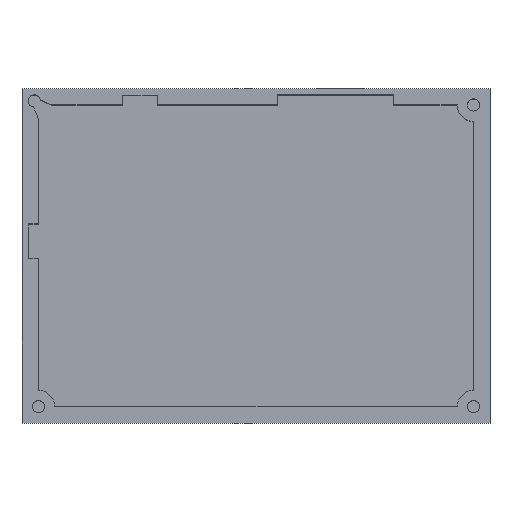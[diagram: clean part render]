
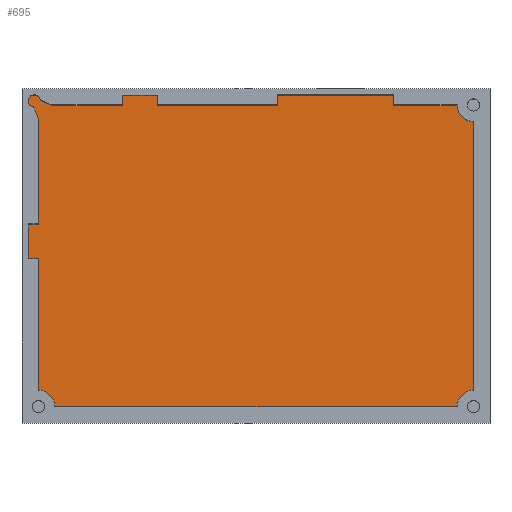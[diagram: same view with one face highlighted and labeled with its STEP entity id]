
A CAD part, top view. The second image highlights one B-rep face of the part: STEP entity #695.
In plain terms, the highlighted planar face has unit normal (0, 0, 1).
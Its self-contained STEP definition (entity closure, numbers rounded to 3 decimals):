
#28=CIRCLE('',#749,2.828);
#29=CIRCLE('',#750,2.829);
#30=CIRCLE('',#751,2.828);
#31=CIRCLE('',#752,1.05);
#46=FACE_OUTER_BOUND('',#85,.T.);
#85=EDGE_LOOP('',(#477,#478,#479,#480,#481,#482,#483,#484,#485,#486,#487,
#488,#489,#490,#491,#492,#493,#494,#495,#496,#497,#498));
#138=LINE('',#1018,#223);
#139=LINE('',#1020,#224);
#140=LINE('',#1022,#225);
#141=LINE('',#1024,#226);
#142=LINE('',#1026,#227);
#143=LINE('',#1028,#228);
#144=LINE('',#1032,#229);
#145=LINE('',#1036,#230);
#146=LINE('',#1040,#231);
#147=LINE('',#1042,#232);
#148=LINE('',#1044,#233);
#149=LINE('',#1046,#234);
#150=LINE('',#1048,#235);
#151=LINE('',#1050,#236);
#152=LINE('',#1052,#237);
#153=LINE('',#1054,#238);
#154=LINE('',#1056,#239);
#155=LINE('',#1058,#240);
#223=VECTOR('',#821,10.);
#224=VECTOR('',#822,10.);
#225=VECTOR('',#823,10.);
#226=VECTOR('',#824,10.);
#227=VECTOR('',#825,10.);
#228=VECTOR('',#826,10.);
#229=VECTOR('',#829,10.);
#230=VECTOR('',#832,10.);
#231=VECTOR('',#835,10.);
#232=VECTOR('',#836,10.);
#233=VECTOR('',#837,10.);
#234=VECTOR('',#838,10.);
#235=VECTOR('',#839,10.);
#236=VECTOR('',#840,10.);
#237=VECTOR('',#841,10.);
#238=VECTOR('',#842,10.);
#239=VECTOR('',#843,10.);
#240=VECTOR('',#844,10.);
#304=VERTEX_POINT('',#1016);
#305=VERTEX_POINT('',#1017);
#306=VERTEX_POINT('',#1019);
#307=VERTEX_POINT('',#1021);
#308=VERTEX_POINT('',#1023);
#309=VERTEX_POINT('',#1025);
#310=VERTEX_POINT('',#1027);
#311=VERTEX_POINT('',#1029);
#312=VERTEX_POINT('',#1031);
#313=VERTEX_POINT('',#1033);
#314=VERTEX_POINT('',#1035);
#315=VERTEX_POINT('',#1037);
#316=VERTEX_POINT('',#1039);
#317=VERTEX_POINT('',#1041);
#318=VERTEX_POINT('',#1043);
#319=VERTEX_POINT('',#1045);
#320=VERTEX_POINT('',#1047);
#321=VERTEX_POINT('',#1049);
#322=VERTEX_POINT('',#1051);
#323=VERTEX_POINT('',#1053);
#324=VERTEX_POINT('',#1055);
#325=VERTEX_POINT('',#1057);
#374=EDGE_CURVE('',#304,#305,#138,.T.);
#375=EDGE_CURVE('',#306,#304,#139,.T.);
#376=EDGE_CURVE('',#307,#306,#140,.T.);
#377=EDGE_CURVE('',#308,#307,#141,.T.);
#378=EDGE_CURVE('',#309,#308,#142,.T.);
#379=EDGE_CURVE('',#310,#309,#143,.T.);
#380=EDGE_CURVE('',#311,#310,#28,.T.);
#381=EDGE_CURVE('',#312,#311,#144,.T.);
#382=EDGE_CURVE('',#313,#312,#29,.T.);
#383=EDGE_CURVE('',#314,#313,#145,.T.);
#384=EDGE_CURVE('',#315,#314,#30,.T.);
#385=EDGE_CURVE('',#316,#315,#146,.T.);
#386=EDGE_CURVE('',#317,#316,#147,.T.);
#387=EDGE_CURVE('',#318,#317,#148,.T.);
#388=EDGE_CURVE('',#319,#318,#149,.T.);
#389=EDGE_CURVE('',#320,#319,#150,.T.);
#390=EDGE_CURVE('',#321,#320,#151,.T.);
#391=EDGE_CURVE('',#322,#321,#152,.T.);
#392=EDGE_CURVE('',#323,#322,#153,.T.);
#393=EDGE_CURVE('',#324,#323,#154,.T.);
#394=EDGE_CURVE('',#325,#324,#155,.T.);
#395=EDGE_CURVE('',#305,#325,#31,.T.);
#477=ORIENTED_EDGE('',*,*,#374,.F.);
#478=ORIENTED_EDGE('',*,*,#375,.F.);
#479=ORIENTED_EDGE('',*,*,#376,.F.);
#480=ORIENTED_EDGE('',*,*,#377,.F.);
#481=ORIENTED_EDGE('',*,*,#378,.F.);
#482=ORIENTED_EDGE('',*,*,#379,.F.);
#483=ORIENTED_EDGE('',*,*,#380,.F.);
#484=ORIENTED_EDGE('',*,*,#381,.F.);
#485=ORIENTED_EDGE('',*,*,#382,.F.);
#486=ORIENTED_EDGE('',*,*,#383,.F.);
#487=ORIENTED_EDGE('',*,*,#384,.F.);
#488=ORIENTED_EDGE('',*,*,#385,.F.);
#489=ORIENTED_EDGE('',*,*,#386,.F.);
#490=ORIENTED_EDGE('',*,*,#387,.F.);
#491=ORIENTED_EDGE('',*,*,#388,.F.);
#492=ORIENTED_EDGE('',*,*,#389,.F.);
#493=ORIENTED_EDGE('',*,*,#390,.F.);
#494=ORIENTED_EDGE('',*,*,#391,.F.);
#495=ORIENTED_EDGE('',*,*,#392,.F.);
#496=ORIENTED_EDGE('',*,*,#393,.F.);
#497=ORIENTED_EDGE('',*,*,#394,.F.);
#498=ORIENTED_EDGE('',*,*,#395,.F.);
#663=PLANE('',#748);
#695=ADVANCED_FACE('',(#46),#663,.T.);
#748=AXIS2_PLACEMENT_3D('',#1015,#819,#820);
#749=AXIS2_PLACEMENT_3D('',#1030,#827,#828);
#750=AXIS2_PLACEMENT_3D('',#1034,#830,#831);
#751=AXIS2_PLACEMENT_3D('',#1038,#833,#834);
#752=AXIS2_PLACEMENT_3D('',#1059,#845,#846);
#819=DIRECTION('center_axis',(0.,0.,1.));
#820=DIRECTION('ref_axis',(1.,0.,0.));
#821=DIRECTION('',(-0.4,0.917,0.));
#822=DIRECTION('',(0.,1.,0.));
#823=DIRECTION('',(1.,0.,0.));
#824=DIRECTION('',(0.,1.,0.));
#825=DIRECTION('',(-1.,0.,0.));
#826=DIRECTION('',(0.,1.,0.));
#827=DIRECTION('center_axis',(0.,0.,1.));
#828=DIRECTION('ref_axis',(1.,0.,0.));
#829=DIRECTION('',(-1.,0.,0.));
#830=DIRECTION('center_axis',(0.,0.,1.));
#831=DIRECTION('ref_axis',(1.,0.,0.));
#832=DIRECTION('',(0.,-1.,0.));
#833=DIRECTION('center_axis',(0.,0.,1.));
#834=DIRECTION('ref_axis',(1.,0.,0.));
#835=DIRECTION('',(1.,0.,0.));
#836=DIRECTION('',(0.,-1.,0.));
#837=DIRECTION('',(1.,0.,0.));
#838=DIRECTION('',(0.,1.,0.));
#839=DIRECTION('',(1.,0.,0.));
#840=DIRECTION('',(0.,-1.,0.));
#841=DIRECTION('',(1.,0.,0.));
#842=DIRECTION('',(0.,1.,0.));
#843=DIRECTION('',(1.,0.,0.));
#844=DIRECTION('',(0.917,-0.4,0.));
#845=DIRECTION('center_axis',(0.,0.,-1.));
#846=DIRECTION('ref_axis',(1.,0.,0.));
#1015=CARTESIAN_POINT('Origin',(37.5,21.,2.));
#1016=CARTESIAN_POINT('',(0.,44.709,2.));
#1017=CARTESIAN_POINT('',(-0.855,46.668,2.));
#1018=CARTESIAN_POINT('',(7.346,27.877,2.));
#1019=CARTESIAN_POINT('',(0.,26.5,2.));
#1020=CARTESIAN_POINT('',(0.,23.75,2.));
#1021=CARTESIAN_POINT('',(-1.7,26.5,2.));
#1022=CARTESIAN_POINT('',(17.9,26.5,2.));
#1023=CARTESIAN_POINT('',(-1.7,20.5,2.));
#1024=CARTESIAN_POINT('',(-1.7,20.75,2.));
#1025=CARTESIAN_POINT('',(0.,20.5,2.));
#1026=CARTESIAN_POINT('',(18.75,20.5,2.));
#1027=CARTESIAN_POINT('',(0.,-2.172,2.));
#1028=CARTESIAN_POINT('',(0.,9.414,2.));
#1029=CARTESIAN_POINT('',(2.828,-5.,2.));
#1030=CARTESIAN_POINT('Origin',(0.,-5.,2.));
#1031=CARTESIAN_POINT('',(72.171,-5.,2.));
#1032=CARTESIAN_POINT('',(54.836,-5.,2.));
#1033=CARTESIAN_POINT('',(75.,-2.171,2.));
#1034=CARTESIAN_POINT('Origin',(75.,-5.,2.));
#1035=CARTESIAN_POINT('',(75.,44.172,2.));
#1036=CARTESIAN_POINT('',(75.,32.586,2.));
#1037=CARTESIAN_POINT('',(72.172,47.,2.));
#1038=CARTESIAN_POINT('Origin',(75.,47.,2.));
#1039=CARTESIAN_POINT('',(61.196,47.,2.));
#1040=CARTESIAN_POINT('',(49.348,47.,2.));
#1041=CARTESIAN_POINT('',(61.196,48.748,2.));
#1042=CARTESIAN_POINT('',(61.196,34.874,2.));
#1043=CARTESIAN_POINT('',(41.196,48.748,2.));
#1044=CARTESIAN_POINT('',(39.348,48.748,2.));
#1045=CARTESIAN_POINT('',(41.196,47.,2.));
#1046=CARTESIAN_POINT('',(41.196,34.,2.));
#1047=CARTESIAN_POINT('',(20.5,47.,2.));
#1048=CARTESIAN_POINT('',(29.,47.,2.));
#1049=CARTESIAN_POINT('',(20.5,48.7,2.));
#1050=CARTESIAN_POINT('',(20.5,34.85,2.));
#1051=CARTESIAN_POINT('',(14.5,48.7,2.));
#1052=CARTESIAN_POINT('',(26.,48.7,2.));
#1053=CARTESIAN_POINT('',(14.5,47.,2.));
#1054=CARTESIAN_POINT('',(14.5,34.,2.));
#1055=CARTESIAN_POINT('',(2.291,47.,2.));
#1056=CARTESIAN_POINT('',(19.896,47.,2.));
#1057=CARTESIAN_POINT('',(0.332,47.855,2.));
#1058=CARTESIAN_POINT('',(20.865,38.894,2.));
#1059=CARTESIAN_POINT('Origin',(-0.707,47.707,2.));
